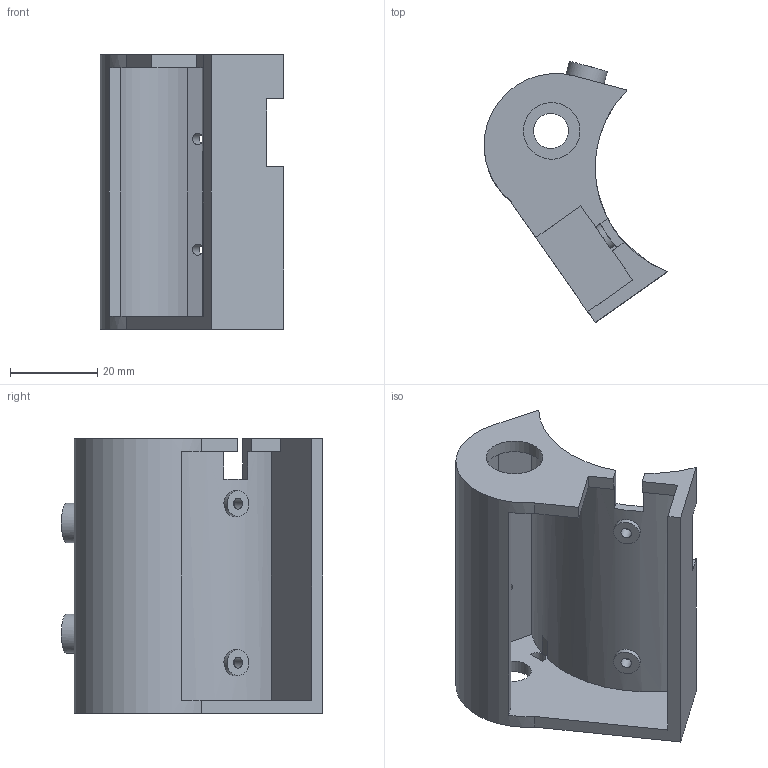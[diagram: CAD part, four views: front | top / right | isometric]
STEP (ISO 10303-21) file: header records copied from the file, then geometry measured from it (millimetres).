
FILE_DESCRIPTION(/* description */ (''),/* implementation_level */ '2;1');
FILE_NAME(/* name */ 'Elec_Housing.step',/* time_stamp */ '2024-11-05T02:43:15+09:00',/* author */ (''),/* organization */ (''),/* preprocessor_version */ 'ST-DEVELOPER v20',/* originating_system */ 'Autodesk Translation Framework v13.20.0.188',/* authorisation */ '');
FILE_SCHEMA (('AUTOMOTIVE_DESIGN { 1 0 10303 214 3 1 1 }'));
Length unit declared in the file: millimetre
Products named in the file (1): PVS-114514
Bounding box: 42.18 x 59.96 x 63.03 mm (x, y, z)
Volume: 21713.6 mm3; surface area: 17964.2 mm2
Topology: 1 solids, 1 shells, 49 faces, 136 edges, 92 vertices
Faces by surface type: plane 32, cylinder 17
Full cylindrical faces by diameter (mm): 2.5 x4, 6 x2, 8 x1, 9 x2, 13 x1
Entity records: 1786 total; most frequent: CARTESIAN_POINT 450, ORIENTED_EDGE 272, DIRECTION 263, EDGE_CURVE 136, VERTEX_POINT 92, AXIS2_PLACEMENT_3D 89, LINE 85, VECTOR 85
